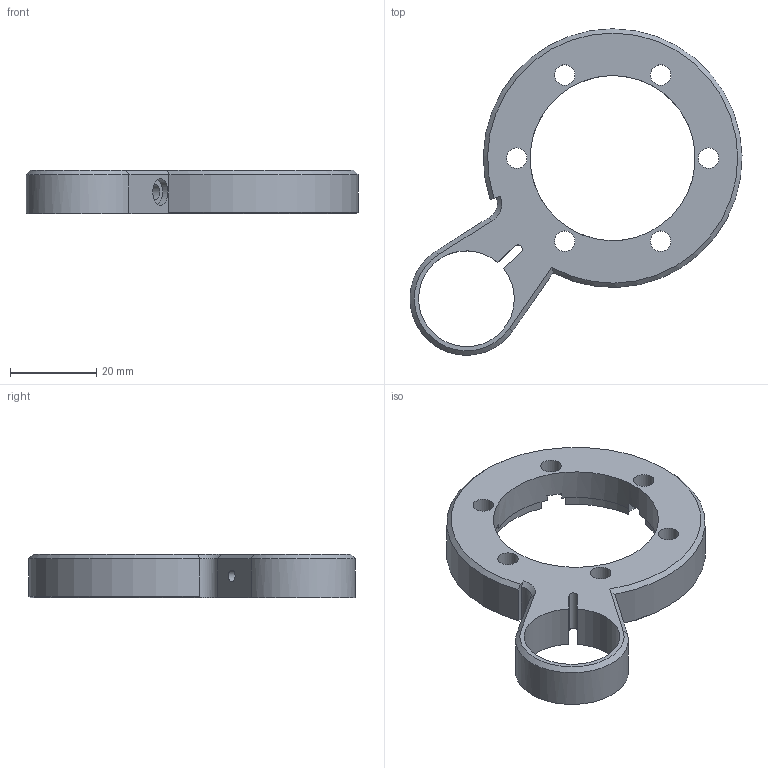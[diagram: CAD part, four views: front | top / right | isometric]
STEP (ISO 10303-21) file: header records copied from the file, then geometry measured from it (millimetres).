
FILE_DESCRIPTION(/* description */ ('STEP AP203'),/* implementation_level */ '2;1');
FILE_NAME(/* name */ '300W Spindle Dust Shoe - 300W Spindle Dust Shoe Base',/* time_stamp */ '2024-10-30T16:30:00Z',/* author */ (''),/* organization */ (''),/* preprocessor_version */ 'ST-DEVELOPER v20',/* originating_system */ ' ',/* authorisation */ ' ');
FILE_SCHEMA (('CONFIG_CONTROL_DESIGN'));
Length unit declared in the file: metre
Products named in the file (1): 300W Spindle Dust Shoe Base
Bounding box: 76.99 x 75.69 x 10 mm (x, y, z)
Volume: 16651.8 mm3; surface area: 9454.1 mm2
Topology: 1 solids, 1 shells, 65 faces, 164 edges, 108 vertices
Faces by surface type: cylinder 32, plane 28, cone 3, bspline 2
Full cylindrical faces by diameter (mm): 2.7 x1, 3.7 x1, 4.75 x6, 6.2 x1, 6.25 x6, 38.3 x1
Entity records: 2044 total; most frequent: CARTESIAN_POINT 422, DIRECTION 350, ORIENTED_EDGE 294, AXIS2_PLACEMENT_3D 153, EDGE_CURVE 147, EDGE_LOOP 108, FACE_BOUND 108, VERTEX_POINT 107
